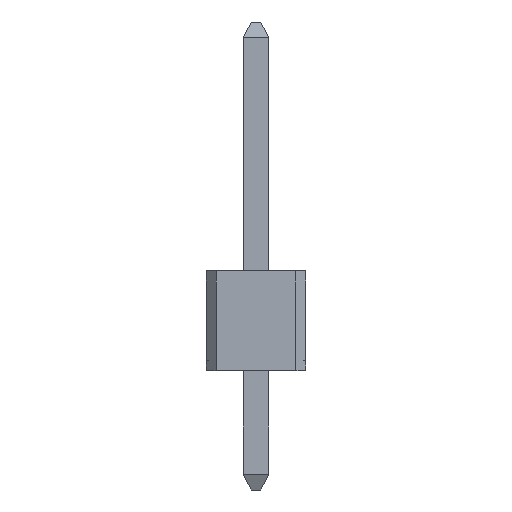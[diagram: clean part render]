
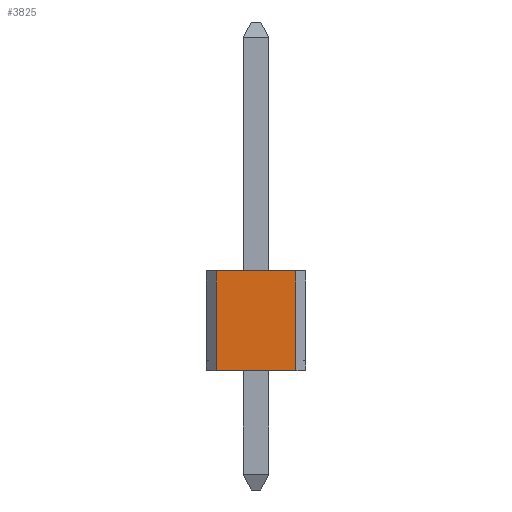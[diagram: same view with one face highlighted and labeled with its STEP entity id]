
A CAD part, left-side view. The second image highlights one B-rep face of the part: STEP entity #3825.
In plain terms, the highlighted planar face has unit normal (-1, 0, 0).
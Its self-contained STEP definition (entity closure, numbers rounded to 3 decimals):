
#46=FACE_OUTER_BOUND('',#274,.T.);
#274=EDGE_LOOP('',(#2495,#2496,#2497,#2498));
#515=LINE('',#5305,#1049);
#564=LINE('',#5409,#1098);
#565=LINE('',#5412,#1099);
#566=LINE('',#5413,#1100);
#1049=VECTOR('',#4304,2.032);
#1098=VECTOR('',#4371,2.54);
#1099=VECTOR('',#4374,2.032);
#1100=VECTOR('',#4375,2.54);
#1582=VERTEX_POINT('',#5302);
#1583=VERTEX_POINT('',#5304);
#1629=VERTEX_POINT('',#5407);
#1630=VERTEX_POINT('',#5411);
#1907=EDGE_CURVE('',#1583,#1582,#515,.T.);
#1956=EDGE_CURVE('',#1582,#1629,#564,.T.);
#1957=EDGE_CURVE('',#1630,#1629,#565,.T.);
#1958=EDGE_CURVE('',#1583,#1630,#566,.T.);
#2495=ORIENTED_EDGE('',*,*,#1907,.T.);
#2496=ORIENTED_EDGE('',*,*,#1956,.T.);
#2497=ORIENTED_EDGE('',*,*,#1957,.F.);
#2498=ORIENTED_EDGE('',*,*,#1958,.F.);
#3512=PLANE('',#4068);
#3825=ADVANCED_FACE('',(#46),#3512,.T.);
#4068=AXIS2_PLACEMENT_3D('',#5410,#4372,#4373);
#4304=DIRECTION('',(0.,0.,1.));
#4371=DIRECTION('',(0.,1.,0.));
#4372=DIRECTION('center_axis',(-1.,0.,0.));
#4373=DIRECTION('ref_axis',(0.,0.,1.));
#4374=DIRECTION('',(0.,0.,1.));
#4375=DIRECTION('',(0.,1.,0.));
#5302=CARTESIAN_POINT('',(-1.27,0.,1.016));
#5304=CARTESIAN_POINT('',(-1.27,0.,-1.016));
#5305=CARTESIAN_POINT('',(-1.27,0.,-1.016));
#5407=CARTESIAN_POINT('',(-1.27,2.54,1.016));
#5409=CARTESIAN_POINT('',(-1.27,0.,1.016));
#5410=CARTESIAN_POINT('Origin',(-1.27,0.,-1.016));
#5411=CARTESIAN_POINT('',(-1.27,2.54,-1.016));
#5412=CARTESIAN_POINT('',(-1.27,2.54,-1.016));
#5413=CARTESIAN_POINT('',(-1.27,0.,-1.016));
